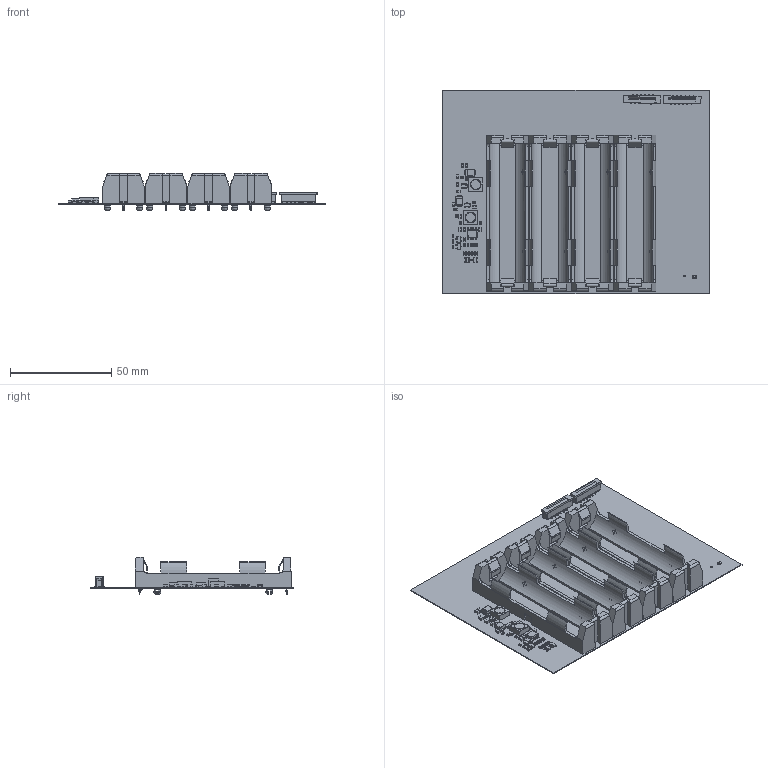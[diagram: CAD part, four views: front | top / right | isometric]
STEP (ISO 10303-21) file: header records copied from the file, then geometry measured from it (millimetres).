
FILE_DESCRIPTION(('Open CASCADE Model'),'2;1');
FILE_NAME('Open CASCADE Shape Model','2025-05-05T16:33:45',('Author'),( 'Open CASCADE'),'Open CASCADE STEP processor 7.5','Open CASCADE 7.5' ,'Unknown');
FILE_SCHEMA(('AUTOMOTIVE_DESIGN { 1 0 10303 214 1 1 1 1 }'));
Length unit declared in the file: millimetre
Products named in the file (74): PCB; Board; Open CASCADE STEP translator 7.5 5.1.1; R4; 0402 resistor; D3; LED 0805 Lens RED; LED 0805 Base RED; L1; Bourns SRR6028; C4; 0805 cap; R25; 0603 resistor; R24; R23; R22; R21; R20; R19; R18; R17; R16; R15; Q6; sot-23-3; Q5; L2; IC4; 6106076288; Body; PinsArrayLR; ThermalPad; C13; C12; C11; C10; C9; J2; SFW12S-2STE1LF ...
Assembly tree (112 placements, depth 4):
  PCB
    Board
      Open CASCADE STEP translator 7.5 5.1.1
    R4
      0402 resistor
    D3
      LED 0805 Lens RED
      LED 0805 Base RED
    L1
      Bourns SRR6028
    C4
      0805 cap
    R25
      0603 resistor
    R24
      0603 resistor
    R23
      0603 resistor
    R22
      0603 resistor
    R21
      0603 resistor
    R20
      0603 resistor
    R19
      0603 resistor
    R18
      0603 resistor
    R17
      0603 resistor
    R16
      0603 resistor
    R15
      0603 resistor
    Q6
      sot-23-3
    Q5
      sot-23-3
    L2
      Bourns SRR6028
    IC4
      6106076288
        Body
        PinsArrayLR
        ThermalPad
    C13
      0805 cap
    C12
      0805 cap
    C11
      0805 cap
    C10
      0805 cap
    C9
      0805 cap
    J2
      SFW12S-2STE1LF
    J1
      SFW12S-2STE1LF
    R14
Bounding box: 131.29 x 100.33 x 18.41 mm (x, y, z)
Volume: 28527.6 mm3; surface area: 53405.8 mm2
Topology: 94 solids, 94 shells, 5840 faces, 16494 edges, 10948 vertices
Faces by surface type: plane 4158, cylinder 864, bspline 552, sphere 252, torus 8, cone 6
Full cylindrical faces by diameter (mm): 0.2 x1, 0.487 x1, 1.32 x8, 1.575 x4, 2.39 x4, 2.921 x8, 3.55 x8
Entity records: 65318 total; most frequent: CARTESIAN_POINT 18812, ORIENTED_EDGE 9216, DIRECTION 8261, EDGE_CURVE 4608, LINE 3637, VECTOR 3637, VERTEX_POINT 3021, AXIS2_PLACEMENT_3D 2312
